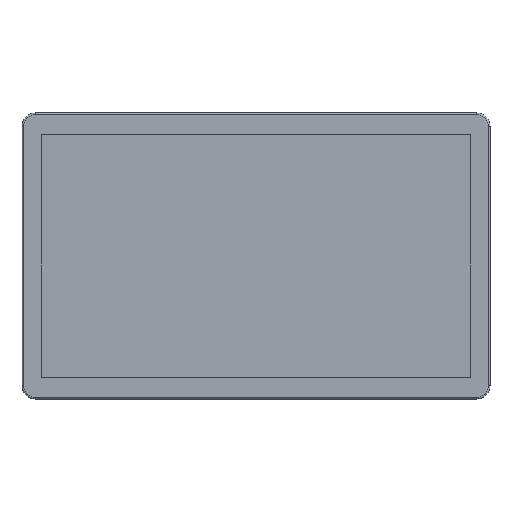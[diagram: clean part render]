
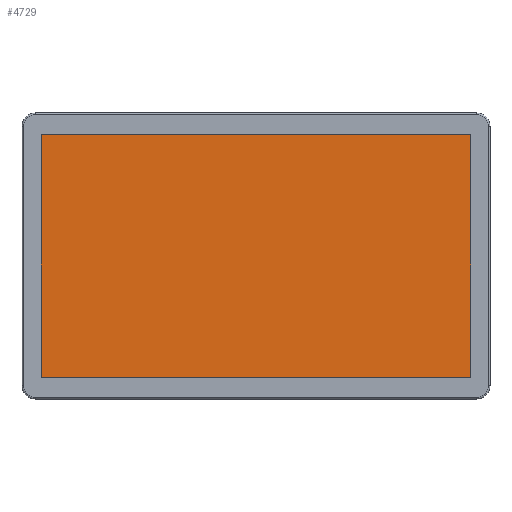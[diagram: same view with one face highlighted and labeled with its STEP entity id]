
A CAD part, top view. The second image highlights one B-rep face of the part: STEP entity #4729.
In plain terms, the highlighted planar face has unit normal (0, 0, 1).
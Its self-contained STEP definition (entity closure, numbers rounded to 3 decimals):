
#201 = DIRECTION ( 'NONE',  ( 1., 0., 0. ) ) ;
#222 = LINE ( 'NONE', #1381, #370 ) ;
#297 = LINE ( 'NONE', #802, #4916 ) ;
#370 = VECTOR ( 'NONE', #2039, 1000. ) ;
#738 = AXIS2_PLACEMENT_3D ( 'NONE', #5630, #3933, #201 ) ;
#773 = DIRECTION ( 'NONE',  ( 0., 1., 0. ) ) ;
#802 = CARTESIAN_POINT ( 'NONE',  ( 264.5, -149.25, 22.04 ) ) ;
#1271 = VECTOR ( 'NONE', #3256, 1000. ) ;
#1381 = CARTESIAN_POINT ( 'NONE',  ( 264.5, -149.25, 22.04 ) ) ;
#1496 = VERTEX_POINT ( 'NONE', #4756 ) ;
#1568 = VERTEX_POINT ( 'NONE', #2378 ) ;
#1918 = PLANE ( 'NONE',  #738 ) ;
#2039 = DIRECTION ( 'NONE',  ( 1., 0., 0. ) ) ;
#2077 = EDGE_CURVE ( 'NONE', #1568, #3204, #5190, .T. ) ;
#2378 = CARTESIAN_POINT ( 'NONE',  ( -264.5, 149.25, 22.04 ) ) ;
#2379 = EDGE_LOOP ( 'NONE', ( #4945, #3125, #3135, #2971 ) ) ;
#2559 = VECTOR ( 'NONE', #3852, 1000. ) ;
#2858 = EDGE_CURVE ( 'NONE', #1496, #2983, #297, .T. ) ;
#2929 = EDGE_CURVE ( 'NONE', #3204, #1496, #222, .T. ) ;
#2971 = ORIENTED_EDGE ( 'NONE', *, *, #3068, .T. ) ;
#2983 = VERTEX_POINT ( 'NONE', #4180 ) ;
#3068 = EDGE_CURVE ( 'NONE', #2983, #1568, #6002, .T. ) ;
#3125 = ORIENTED_EDGE ( 'NONE', *, *, #2929, .T. ) ;
#3135 = ORIENTED_EDGE ( 'NONE', *, *, #2858, .T. ) ;
#3204 = VERTEX_POINT ( 'NONE', #5625 ) ;
#3256 = DIRECTION ( 'NONE',  ( -1., 0., 0. ) ) ;
#3421 = CARTESIAN_POINT ( 'NONE',  ( -264.5, -149.25, 22.04 ) ) ;
#3742 = FACE_OUTER_BOUND ( 'NONE', #2379, .T. ) ;
#3852 = DIRECTION ( 'NONE',  ( 0., -1., 0. ) ) ;
#3933 = DIRECTION ( 'NONE',  ( 0., 0., 1. ) ) ;
#4180 = CARTESIAN_POINT ( 'NONE',  ( 264.5, 149.25, 22.04 ) ) ;
#4729 = ADVANCED_FACE ( 'NONE', ( #3742 ), #1918, .T. ) ;
#4756 = CARTESIAN_POINT ( 'NONE',  ( 264.5, -149.25, 22.04 ) ) ;
#4916 = VECTOR ( 'NONE', #773, 1000. ) ;
#4945 = ORIENTED_EDGE ( 'NONE', *, *, #2077, .T. ) ;
#5190 = LINE ( 'NONE', #3421, #2559 ) ;
#5625 = CARTESIAN_POINT ( 'NONE',  ( -264.5, -149.25, 22.04 ) ) ;
#5630 = CARTESIAN_POINT ( 'NONE',  ( 0., 0., 22.04 ) ) ;
#5970 = CARTESIAN_POINT ( 'NONE',  ( 264.5, 149.25, 22.04 ) ) ;
#6002 = LINE ( 'NONE', #5970, #1271 ) ;
